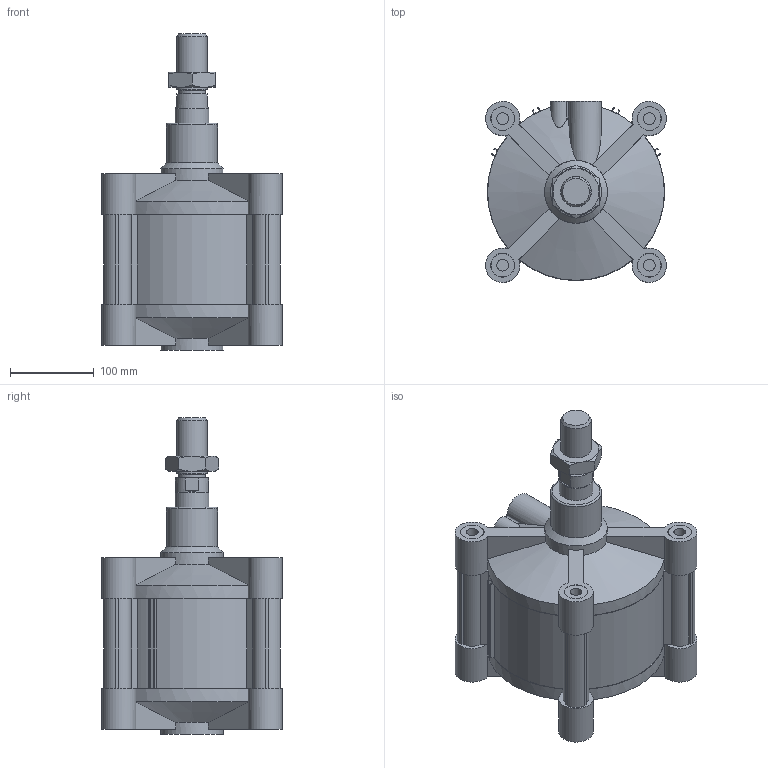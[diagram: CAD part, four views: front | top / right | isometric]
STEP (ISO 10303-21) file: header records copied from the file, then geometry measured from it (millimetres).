
FILE_DESCRIPTION(/* description */ ('Unknown'),/* implementation_level */ '2;1');
FILE_NAME(/* name */ '1390.200.25.01',/* time_stamp */ '2020-02-11T14:57:25-05:00',/* author */ ('Unknown'),/* organization */ ('Unknown'),/* preprocessor_version */ 'ST-DEVELOPER v16.7',/* originating_system */ 'Solid Edge',/* authorisation */ 'Unknown');
FILE_SCHEMA (('AUTOMOTIVE_DESIGN {1 0 10303 214 3 1 1}'));
Length unit declared in the file: millimetre
Products named in the file (6): 1390.200.25.01; CPL200_004-0; CPL200-001-01; CPL200-002-01; CPL_200_0000; 1320_160_18F
Assembly tree (5 placements, depth 2):
  1390.200.25.01
    CPL200_004-0
    CPL200-001-01
    CPL200-002-01
    CPL_200_0000
    1320_160_18F
Bounding box: 216 x 216 x 378 mm (x, y, z)
Volume: 6330241.9 mm3; surface area: 673821.7 mm2
Topology: 5 solids, 5 shells, 284 faces, 689 edges, 447 vertices
Faces by surface type: plane 150, cylinder 89, cone 44, torus 1
Full cylindrical faces by diameter (mm): 14 x8, 15 x2, 23 x4, 24 x2, 28 x8, 28.5 x8, 31.8 x1, 32.5 x1, 36 x1, 39.5 x1, 40 x2, 61 x1, 75 x2, 200 x4
Entity records: 8241 total; most frequent: CARTESIAN_POINT 1602, DIRECTION 1366, ORIENTED_EDGE 1266, EDGE_CURVE 633, AXIS2_PLACEMENT_3D 513, VERTEX_POINT 443, EDGE_LOOP 382, FACE_BOUND 382
